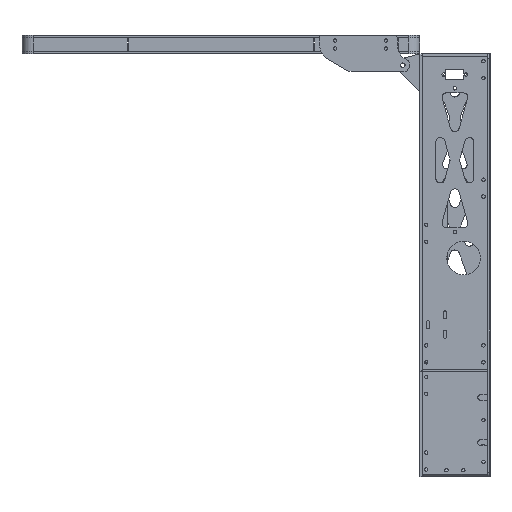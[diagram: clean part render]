
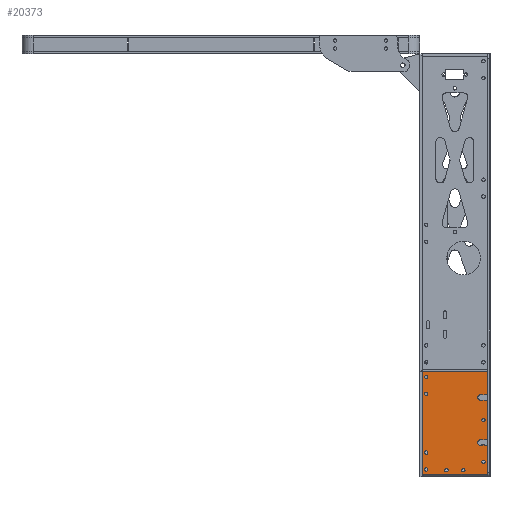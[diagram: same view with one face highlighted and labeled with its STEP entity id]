
A CAD part, left-side view. The second image highlights one B-rep face of the part: STEP entity #20373.
In plain terms, the highlighted planar face has unit normal (-1, 0, 0).
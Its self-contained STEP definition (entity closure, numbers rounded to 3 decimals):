
#601=FACE_BOUND('',#3398,.T.);
#602=FACE_BOUND('',#3399,.T.);
#603=FACE_BOUND('',#3400,.T.);
#604=FACE_BOUND('',#3401,.T.);
#605=FACE_BOUND('',#3402,.T.);
#606=FACE_BOUND('',#3403,.T.);
#607=FACE_BOUND('',#3404,.T.);
#608=FACE_BOUND('',#3405,.T.);
#1102=PLANE('',#22191);
#1950=FACE_OUTER_BOUND('',#3397,.T.);
#3397=EDGE_LOOP('',(#16981,#16982,#16983,#16984,#16985,#16986,#16987,#16988,
#16989,#16990,#16991,#16992));
#3398=EDGE_LOOP('',(#16993));
#3399=EDGE_LOOP('',(#16994));
#3400=EDGE_LOOP('',(#16995));
#3401=EDGE_LOOP('',(#16996));
#3402=EDGE_LOOP('',(#16997));
#3403=EDGE_LOOP('',(#16998));
#3404=EDGE_LOOP('',(#16999));
#3405=EDGE_LOOP('',(#17000));
#5014=LINE('',#33305,#6751);
#5018=LINE('',#33313,#6755);
#5022=LINE('',#33325,#6759);
#5025=LINE('',#33331,#6762);
#5028=LINE('',#33337,#6765);
#5031=LINE('',#33343,#6768);
#5034=LINE('',#33349,#6771);
#5037=LINE('',#33355,#6774);
#5040=LINE('',#33361,#6777);
#5044=LINE('',#33372,#6781);
#6751=VECTOR('',#26702,10.);
#6755=VECTOR('',#26708,10.);
#6759=VECTOR('',#26720,10.);
#6762=VECTOR('',#26725,10.);
#6765=VECTOR('',#26730,10.);
#6768=VECTOR('',#26735,10.);
#6771=VECTOR('',#26740,10.);
#6774=VECTOR('',#26745,10.);
#6777=VECTOR('',#26750,10.);
#6781=VECTOR('',#26762,10.);
#8164=CIRCLE('',#22152,1.5);
#8166=CIRCLE('',#22155,1.5);
#8169=CIRCLE('',#22159,1.5);
#8171=CIRCLE('',#22162,1.5);
#8173=CIRCLE('',#22165,1.5);
#8175=CIRCLE('',#22168,1.5);
#8177=CIRCLE('',#22171,1.5);
#8179=CIRCLE('',#22174,1.5);
#8180=CIRCLE('',#22178,2.5);
#8182=CIRCLE('',#22188,2.5);
#9724=VERTEX_POINT('',#33255);
#9726=VERTEX_POINT('',#33261);
#9729=VERTEX_POINT('',#33269);
#9731=VERTEX_POINT('',#33275);
#9733=VERTEX_POINT('',#33281);
#9735=VERTEX_POINT('',#33287);
#9737=VERTEX_POINT('',#33293);
#9739=VERTEX_POINT('',#33299);
#9740=VERTEX_POINT('',#33303);
#9741=VERTEX_POINT('',#33304);
#9744=VERTEX_POINT('',#33312);
#9746=VERTEX_POINT('',#33318);
#9748=VERTEX_POINT('',#33324);
#9750=VERTEX_POINT('',#33330);
#9752=VERTEX_POINT('',#33336);
#9754=VERTEX_POINT('',#33342);
#9756=VERTEX_POINT('',#33348);
#9758=VERTEX_POINT('',#33354);
#9760=VERTEX_POINT('',#33360);
#9762=VERTEX_POINT('',#33366);
#12242=EDGE_CURVE('',#9724,#9724,#8164,.T.);
#12245=EDGE_CURVE('',#9726,#9726,#8166,.T.);
#12250=EDGE_CURVE('',#9729,#9729,#8169,.T.);
#12253=EDGE_CURVE('',#9731,#9731,#8171,.T.);
#12256=EDGE_CURVE('',#9733,#9733,#8173,.T.);
#12259=EDGE_CURVE('',#9735,#9735,#8175,.T.);
#12262=EDGE_CURVE('',#9737,#9737,#8177,.T.);
#12265=EDGE_CURVE('',#9739,#9739,#8179,.T.);
#12266=EDGE_CURVE('',#9740,#9741,#5014,.T.);
#12270=EDGE_CURVE('',#9744,#9740,#5018,.T.);
#12273=EDGE_CURVE('',#9746,#9744,#8180,.T.);
#12276=EDGE_CURVE('',#9746,#9748,#5022,.T.);
#12279=EDGE_CURVE('',#9750,#9748,#5025,.T.);
#12282=EDGE_CURVE('',#9752,#9750,#5028,.T.);
#12285=EDGE_CURVE('',#9754,#9752,#5031,.T.);
#12288=EDGE_CURVE('',#9756,#9754,#5034,.T.);
#12291=EDGE_CURVE('',#9758,#9756,#5037,.T.);
#12294=EDGE_CURVE('',#9760,#9758,#5040,.T.);
#12297=EDGE_CURVE('',#9762,#9760,#8182,.T.);
#12300=EDGE_CURVE('',#9762,#9741,#5044,.T.);
#16981=ORIENTED_EDGE('',*,*,#12300,.T.);
#16982=ORIENTED_EDGE('',*,*,#12266,.F.);
#16983=ORIENTED_EDGE('',*,*,#12270,.F.);
#16984=ORIENTED_EDGE('',*,*,#12273,.F.);
#16985=ORIENTED_EDGE('',*,*,#12276,.T.);
#16986=ORIENTED_EDGE('',*,*,#12279,.F.);
#16987=ORIENTED_EDGE('',*,*,#12282,.F.);
#16988=ORIENTED_EDGE('',*,*,#12285,.F.);
#16989=ORIENTED_EDGE('',*,*,#12288,.F.);
#16990=ORIENTED_EDGE('',*,*,#12291,.F.);
#16991=ORIENTED_EDGE('',*,*,#12294,.F.);
#16992=ORIENTED_EDGE('',*,*,#12297,.F.);
#16993=ORIENTED_EDGE('',*,*,#12242,.T.);
#16994=ORIENTED_EDGE('',*,*,#12245,.T.);
#16995=ORIENTED_EDGE('',*,*,#12265,.T.);
#16996=ORIENTED_EDGE('',*,*,#12262,.T.);
#16997=ORIENTED_EDGE('',*,*,#12259,.T.);
#16998=ORIENTED_EDGE('',*,*,#12256,.T.);
#16999=ORIENTED_EDGE('',*,*,#12253,.T.);
#17000=ORIENTED_EDGE('',*,*,#12250,.T.);
#20373=ADVANCED_FACE('',(#1950,#601,#602,#603,#604,#605,#606,#607,#608),
#1102,.T.);
#22152=AXIS2_PLACEMENT_3D('',#33256,#26646,#26647);
#22155=AXIS2_PLACEMENT_3D('',#33262,#26653,#26654);
#22159=AXIS2_PLACEMENT_3D('',#33271,#26663,#26664);
#22162=AXIS2_PLACEMENT_3D('',#33277,#26670,#26671);
#22165=AXIS2_PLACEMENT_3D('',#33283,#26677,#26678);
#22168=AXIS2_PLACEMENT_3D('',#33289,#26684,#26685);
#22171=AXIS2_PLACEMENT_3D('',#33295,#26691,#26692);
#22174=AXIS2_PLACEMENT_3D('',#33301,#26698,#26699);
#22178=AXIS2_PLACEMENT_3D('',#33319,#26713,#26714);
#22188=AXIS2_PLACEMENT_3D('',#33367,#26755,#26756);
#22191=AXIS2_PLACEMENT_3D('',#33374,#26764,#26765);
#26646=DIRECTION('center_axis',(1.,0.,0.));
#26647=DIRECTION('ref_axis',(0.,0.,1.));
#26653=DIRECTION('center_axis',(1.,0.,0.));
#26654=DIRECTION('ref_axis',(0.,0.,1.));
#26663=DIRECTION('center_axis',(1.,0.,0.));
#26664=DIRECTION('ref_axis',(0.,0.,1.));
#26670=DIRECTION('center_axis',(1.,0.,0.));
#26671=DIRECTION('ref_axis',(0.,0.,1.));
#26677=DIRECTION('center_axis',(1.,0.,0.));
#26678=DIRECTION('ref_axis',(0.,0.,1.));
#26684=DIRECTION('center_axis',(1.,0.,0.));
#26685=DIRECTION('ref_axis',(0.,0.,1.));
#26691=DIRECTION('center_axis',(1.,0.,0.));
#26692=DIRECTION('ref_axis',(0.,0.,1.));
#26698=DIRECTION('center_axis',(1.,0.,0.));
#26699=DIRECTION('ref_axis',(0.,0.,1.));
#26702=DIRECTION('',(0.,0.,-1.));
#26708=DIRECTION('',(0.,-1.,0.));
#26713=DIRECTION('center_axis',(-1.,0.,0.));
#26714=DIRECTION('ref_axis',(0.,0.,1.));
#26720=DIRECTION('',(0.,-1.,0.));
#26725=DIRECTION('',(0.,0.,-1.));
#26730=DIRECTION('',(0.,-1.,0.));
#26735=DIRECTION('',(0.,0.,1.));
#26740=DIRECTION('',(0.,1.,0.));
#26745=DIRECTION('',(0.,0.,-1.));
#26750=DIRECTION('',(0.,-1.,0.));
#26755=DIRECTION('center_axis',(-1.,0.,0.));
#26756=DIRECTION('ref_axis',(0.,0.,1.));
#26762=DIRECTION('',(0.,-1.,0.));
#26764=DIRECTION('center_axis',(-1.,0.,0.));
#26765=DIRECTION('ref_axis',(0.,0.,1.));
#33255=CARTESIAN_POINT('',(182.,-56.5,-363.189));
#33256=CARTESIAN_POINT('Origin',(182.,-56.5,-361.689));
#33261=CARTESIAN_POINT('',(182.,-56.5,-326.189));
#33262=CARTESIAN_POINT('Origin',(182.,-56.5,-324.689));
#33269=CARTESIAN_POINT('',(182.,-38.656,-370.689));
#33271=CARTESIAN_POINT('Origin',(182.,-38.656,-369.189));
#33275=CARTESIAN_POINT('',(182.,-23.656,-370.689));
#33277=CARTESIAN_POINT('Origin',(182.,-23.656,-369.189));
#33281=CARTESIAN_POINT('',(182.,-5.811,-288.));
#33283=CARTESIAN_POINT('Origin',(182.,-5.811,-286.5));
#33287=CARTESIAN_POINT('',(182.,-5.811,-355.));
#33289=CARTESIAN_POINT('Origin',(182.,-5.811,-353.5));
#33293=CARTESIAN_POINT('',(182.,-5.811,-370.));
#33295=CARTESIAN_POINT('Origin',(182.,-5.811,-368.5));
#33299=CARTESIAN_POINT('',(182.,-5.811,-303.));
#33301=CARTESIAN_POINT('Origin',(182.,-5.811,-301.5));
#33303=CARTESIAN_POINT('',(182.,-60.,-307.189));
#33304=CARTESIAN_POINT('',(182.,-60.,-342.189));
#33305=CARTESIAN_POINT('',(182.,-60.,-4.));
#33312=CARTESIAN_POINT('',(182.,-54.,-307.189));
#33313=CARTESIAN_POINT('',(182.,-54.,-307.189));
#33318=CARTESIAN_POINT('',(182.,-54.,-302.189));
#33319=CARTESIAN_POINT('Origin',(182.,-54.,-304.689));
#33324=CARTESIAN_POINT('',(182.,-60.,-302.189));
#33325=CARTESIAN_POINT('',(182.,-54.,-302.189));
#33330=CARTESIAN_POINT('',(182.,-60.,-282.));
#33331=CARTESIAN_POINT('',(182.,-60.,-4.));
#33336=CARTESIAN_POINT('',(182.,-2.311,-282.));
#33337=CARTESIAN_POINT('',(182.,-2.311,-282.));
#33342=CARTESIAN_POINT('',(182.,-2.311,-372.689));
#33343=CARTESIAN_POINT('',(182.,-2.311,-372.689));
#33348=CARTESIAN_POINT('',(182.,-60.,-372.689));
#33349=CARTESIAN_POINT('',(182.,-60.,-372.689));
#33354=CARTESIAN_POINT('',(182.,-60.,-347.189));
#33355=CARTESIAN_POINT('',(182.,-60.,-282.));
#33360=CARTESIAN_POINT('',(182.,-54.,-347.189));
#33361=CARTESIAN_POINT('',(182.,-54.,-347.189));
#33366=CARTESIAN_POINT('',(182.,-54.,-342.189));
#33367=CARTESIAN_POINT('Origin',(182.,-54.,-344.689));
#33372=CARTESIAN_POINT('',(182.,-54.,-342.189));
#33374=CARTESIAN_POINT('Origin',(182.,-31.156,-327.344));
